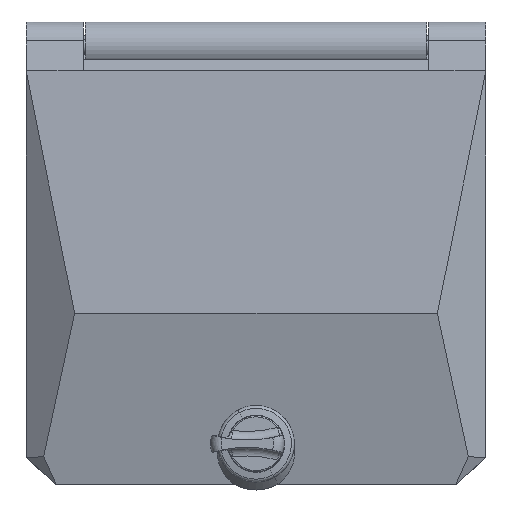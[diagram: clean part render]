
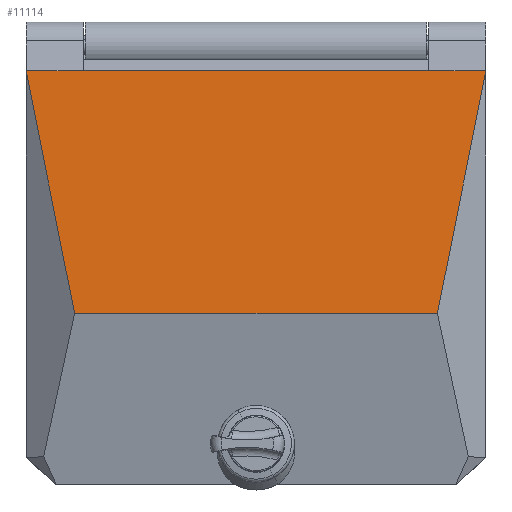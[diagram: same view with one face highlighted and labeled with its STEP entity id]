
A CAD part, top view. The second image highlights one B-rep face of the part: STEP entity #11114.
In plain terms, the highlighted planar face has unit normal (0, 0.052, 0.999).
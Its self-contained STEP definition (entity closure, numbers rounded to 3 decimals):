
#11078=AXIS2_PLACEMENT_3D('Plane Axis2P3D',#11075,#11076,#11077) ;
#10352=CARTESIAN_POINT('Vertex',(115.4,120.145,35.3)) ;
#10355=CARTESIAN_POINT('Line Origine',(122.65,120.145,35.3)) ;
#10359=CARTESIAN_POINT('Vertex',(129.9,120.145,35.3)) ;
#10362=CARTESIAN_POINT('Line Origine',(130.85,120.146,35.3)) ;
#10366=CARTESIAN_POINT('Vertex',(131.8,120.145,35.3)) ;
#10451=CARTESIAN_POINT('Vertex',(0.,120.145,35.3)) ;
#10454=CARTESIAN_POINT('Line Origine',(0.95,120.146,35.3)) ;
#10458=CARTESIAN_POINT('Vertex',(1.9,120.145,35.3)) ;
#10461=CARTESIAN_POINT('Line Origine',(9.15,120.145,35.3)) ;
#10465=CARTESIAN_POINT('Vertex',(16.4,120.145,35.3)) ;
#11075=CARTESIAN_POINT('Axis2P3D Location',(65.9,124.297,35.082)) ;
#11080=CARTESIAN_POINT('Line Origine',(6.956,85.395,37.121)) ;
#11084=CARTESIAN_POINT('Vertex',(13.912,50.645,38.942)) ;
#11087=CARTESIAN_POINT('Line Origine',(65.9,50.645,38.942)) ;
#11091=CARTESIAN_POINT('Vertex',(117.888,50.645,38.942)) ;
#11094=CARTESIAN_POINT('Line Origine',(124.844,85.395,37.121)) ;
#11099=CARTESIAN_POINT('Line Origine',(65.9,120.145,35.3)) ;
#10356=DIRECTION('Vector Direction',(1.,0.,0.)) ;
#10363=DIRECTION('Vector Direction',(1.,0.,0.)) ;
#10455=DIRECTION('Vector Direction',(1.,0.,0.)) ;
#10462=DIRECTION('Vector Direction',(-1.,0.,0.)) ;
#11076=DIRECTION('Axis2P3D Direction',(0.,-0.052,-0.999)) ;
#11077=DIRECTION('Axis2P3D XDirection',(0.,-0.999,0.052)) ;
#11081=DIRECTION('Vector Direction',(0.196,-0.979,0.051)) ;
#11088=DIRECTION('Vector Direction',(-1.,0.,0.)) ;
#11095=DIRECTION('Vector Direction',(-0.196,-0.979,0.051)) ;
#11100=DIRECTION('Vector Direction',(1.,0.,0.)) ;
#10357=VECTOR('Line Direction',#10356,1.) ;
#10364=VECTOR('Line Direction',#10363,1.) ;
#10456=VECTOR('Line Direction',#10455,1.) ;
#10463=VECTOR('Line Direction',#10462,1.) ;
#11082=VECTOR('Line Direction',#11081,1.) ;
#11089=VECTOR('Line Direction',#11088,1.) ;
#11096=VECTOR('Line Direction',#11095,1.) ;
#11101=VECTOR('Line Direction',#11100,1.) ;
#11105=ORIENTED_EDGE('',*,*,#11086,.T.) ;
#11106=ORIENTED_EDGE('',*,*,#11093,.F.) ;
#11107=ORIENTED_EDGE('',*,*,#11098,.F.) ;
#11108=ORIENTED_EDGE('',*,*,#10368,.F.) ;
#11109=ORIENTED_EDGE('',*,*,#10361,.F.) ;
#11110=ORIENTED_EDGE('',*,*,#11103,.F.) ;
#11111=ORIENTED_EDGE('',*,*,#10467,.T.) ;
#11112=ORIENTED_EDGE('',*,*,#10460,.T.) ;
#11114=ADVANCED_FACE('IE-FC-DFM-S3D.1\\Product2.1\\Deckel_ZN',(#11113),#11079,.F.) ;
#10361=EDGE_CURVE('',#10353,#10360,#10358,.T.) ;
#10368=EDGE_CURVE('',#10360,#10367,#10365,.T.) ;
#10460=EDGE_CURVE('',#10459,#10452,#10457,.F.) ;
#10467=EDGE_CURVE('',#10466,#10459,#10464,.T.) ;
#11086=EDGE_CURVE('',#10452,#11085,#11083,.T.) ;
#11093=EDGE_CURVE('',#11092,#11085,#11090,.T.) ;
#11098=EDGE_CURVE('',#10367,#11092,#11097,.T.) ;
#11103=EDGE_CURVE('',#10466,#10353,#11102,.T.) ;
#11104=EDGE_LOOP('',(#11105,#11106,#11107,#11108,#11109,#11110,#11111,#11112)) ;
#11113=FACE_OUTER_BOUND('',#11104,.T.) ;
#10358=LINE('Line',#10355,#10357) ;
#10365=LINE('Line',#10362,#10364) ;
#10457=LINE('Line',#10454,#10456) ;
#10464=LINE('Line',#10461,#10463) ;
#11083=LINE('Line',#11080,#11082) ;
#11090=LINE('Line',#11087,#11089) ;
#11097=LINE('Line',#11094,#11096) ;
#11102=LINE('Line',#11099,#11101) ;
#11079=PLANE('',#11078) ;
#10353=VERTEX_POINT('',#10352) ;
#10360=VERTEX_POINT('',#10359) ;
#10367=VERTEX_POINT('',#10366) ;
#10452=VERTEX_POINT('',#10451) ;
#10459=VERTEX_POINT('',#10458) ;
#10466=VERTEX_POINT('',#10465) ;
#11085=VERTEX_POINT('',#11084) ;
#11092=VERTEX_POINT('',#11091) ;
